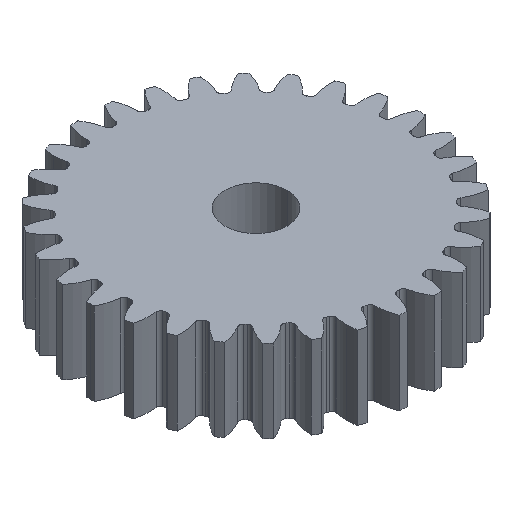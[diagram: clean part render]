
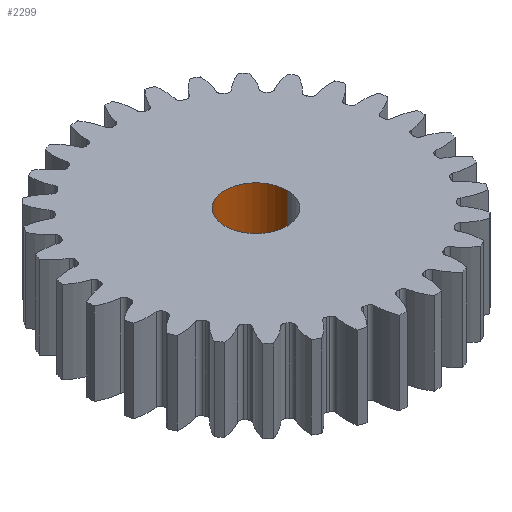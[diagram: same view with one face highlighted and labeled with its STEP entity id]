
A CAD part, isometric view. The second image highlights one B-rep face of the part: STEP entity #2299.
In plain terms, the highlighted cylindrical face has radius 15 mm (diameter 30 mm), a partial arc.
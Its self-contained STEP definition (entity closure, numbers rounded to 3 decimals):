
#367 = EDGE_CURVE ( 'NONE', #436, #445, #3541, .T. ) ;
#435 = VERTEX_POINT ( 'NONE', #3462 ) ;
#436 = VERTEX_POINT ( 'NONE', #3460 ) ;
#445 = VERTEX_POINT ( 'NONE', #3463 ) ;
#463 = VERTEX_POINT ( 'NONE', #3703 ) ;
#467 = EDGE_CURVE ( 'NONE', #463, #435, #3742, .T. ) ;
#879 = EDGE_CURVE ( 'NONE', #436, #463, #4310, .T. ) ;
#1551 = EDGE_CURVE ( 'NONE', #445, #435, #5671, .T. ) ;
#2297 = EDGE_LOOP ( 'NONE', ( #2326, #2301, #2300, #2605 ) ) ;
#2299 = ADVANCED_FACE ( 'NONE', ( #6753 ), #6732, .F. ) ;
#2300 = ORIENTED_EDGE ( 'NONE', *, *, #367, .T. ) ;
#2301 = ORIENTED_EDGE ( 'NONE', *, *, #879, .F. ) ;
#2326 = ORIENTED_EDGE ( 'NONE', *, *, #467, .F. ) ;
#2605 = ORIENTED_EDGE ( 'NONE', *, *, #1551, .T. ) ;
#3460 = CARTESIAN_POINT ( 'NONE',  ( 15., 0., 0. ) ) ;
#3462 = CARTESIAN_POINT ( 'NONE',  ( -15., 0., 40. ) ) ;
#3463 = CARTESIAN_POINT ( 'NONE',  ( 15., 0., 40. ) ) ;
#3523 = VECTOR ( 'NONE', #3527, 1000. ) ;
#3527 = DIRECTION ( 'NONE',  ( 0., 0., 1. ) ) ;
#3528 = CARTESIAN_POINT ( 'NONE',  ( 15., 0., 0. ) ) ;
#3541 = LINE ( 'NONE', #3528, #3523 ) ;
#3703 = CARTESIAN_POINT ( 'NONE',  ( -15., 0., 0. ) ) ;
#3733 = DIRECTION ( 'NONE',  ( 0., 0., 1. ) ) ;
#3734 = VECTOR ( 'NONE', #3733, 1000. ) ;
#3738 = CARTESIAN_POINT ( 'NONE',  ( -15., 0., 0. ) ) ;
#3742 = LINE ( 'NONE', #3738, #3734 ) ;
#4269 = CARTESIAN_POINT ( 'NONE',  ( 0., 0., 0. ) ) ;
#4304 = DIRECTION ( 'NONE',  ( 1., 0., 0. ) ) ;
#4305 = DIRECTION ( 'NONE',  ( 0., 0., 1. ) ) ;
#4306 = AXIS2_PLACEMENT_3D ( 'NONE', #4269, #4305, #4304 ) ;
#4310 = CIRCLE ( 'NONE', #4306, 15. ) ;
#5480 = DIRECTION ( 'NONE',  ( 1., 0., 0. ) ) ;
#5481 = DIRECTION ( 'NONE',  ( 0., 0., 1. ) ) ;
#5482 = CARTESIAN_POINT ( 'NONE',  ( 0., 0., 40. ) ) ;
#5483 = AXIS2_PLACEMENT_3D ( 'NONE', #5482, #5481, #5480 ) ;
#5671 = CIRCLE ( 'NONE', #5483, 15. ) ;
#6716 = AXIS2_PLACEMENT_3D ( 'NONE', #6818, #6749, #6752 ) ;
#6732 = CYLINDRICAL_SURFACE ( 'NONE', #6716, 15. ) ;
#6749 = DIRECTION ( 'NONE',  ( 0., 0., 1. ) ) ;
#6752 = DIRECTION ( 'NONE',  ( 1., 0., 0. ) ) ;
#6753 = FACE_OUTER_BOUND ( 'NONE', #2297, .T. ) ;
#6818 = CARTESIAN_POINT ( 'NONE',  ( 0., 0., 0. ) ) ;
